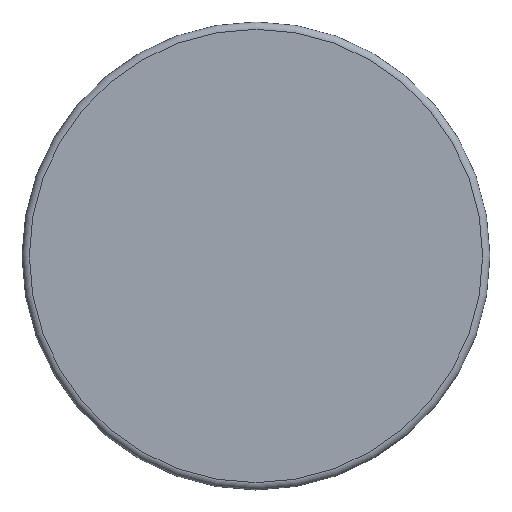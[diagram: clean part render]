
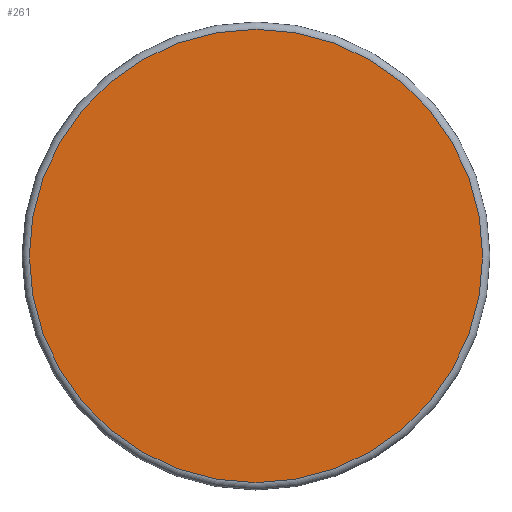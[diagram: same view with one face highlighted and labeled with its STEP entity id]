
A CAD part, top view. The second image highlights one B-rep face of the part: STEP entity #261.
In plain terms, the highlighted planar face has unit normal (0, 0, 1).
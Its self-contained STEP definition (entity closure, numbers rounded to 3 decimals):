
#20=PLANE('',#304);
#59=FACE_OUTER_BOUND('',#75,.T.);
#75=EDGE_LOOP('',(#206));
#95=CIRCLE('',#299,15.5);
#129=VERTEX_POINT('',#473);
#157=EDGE_CURVE('',#129,#129,#95,.T.);
#206=ORIENTED_EDGE('',*,*,#157,.F.);
#261=ADVANCED_FACE('',(#59),#20,.T.);
#299=AXIS2_PLACEMENT_3D('',#474,#361,#362);
#304=AXIS2_PLACEMENT_3D('',#482,#372,#373);
#361=DIRECTION('center_axis',(0.,0.,-1.));
#362=DIRECTION('ref_axis',(1.,0.,0.));
#372=DIRECTION('center_axis',(0.,0.,1.));
#373=DIRECTION('ref_axis',(1.,0.,0.));
#473=CARTESIAN_POINT('',(-15.5,0.,18.));
#474=CARTESIAN_POINT('Origin',(0.,0.,18.));
#482=CARTESIAN_POINT('Origin',(0.,0.,18.));
